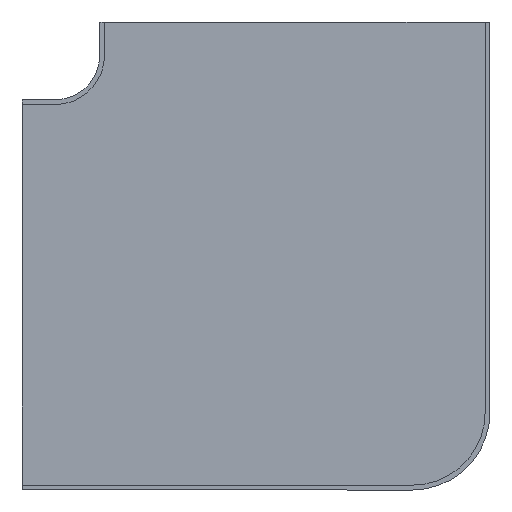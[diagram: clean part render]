
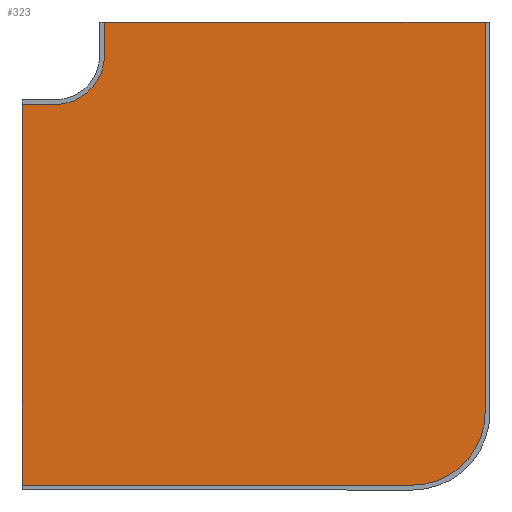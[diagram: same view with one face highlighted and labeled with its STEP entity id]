
A CAD part, front view. The second image highlights one B-rep face of the part: STEP entity #323.
In plain terms, the highlighted planar face has unit normal (0, -1, 0).
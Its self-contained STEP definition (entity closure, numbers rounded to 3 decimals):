
#8 = VERTEX_POINT ( 'NONE', #508 ) ;
#9 = VECTOR ( 'NONE', #70, 1000. ) ;
#15 = LINE ( 'NONE', #183, #278 ) ;
#29 = EDGE_CURVE ( 'NONE', #444, #58, #201, .T. ) ;
#58 = VERTEX_POINT ( 'NONE', #456 ) ;
#59 = CARTESIAN_POINT ( 'NONE',  ( -105.45, 29.5, 68.25 ) ) ;
#70 = DIRECTION ( 'NONE',  ( -1., 0., 0. ) ) ;
#72 = FACE_OUTER_BOUND ( 'NONE', #534, .T. ) ;
#81 = VERTEX_POINT ( 'NONE', #418 ) ;
#85 = CARTESIAN_POINT ( 'NONE',  ( 70.45, 29.5, -103.25 ) ) ;
#87 = VERTEX_POINT ( 'NONE', #437 ) ;
#88 = LINE ( 'NONE', #548, #571 ) ;
#91 = ORIENTED_EDGE ( 'NONE', *, *, #602, .F. ) ;
#93 = CARTESIAN_POINT ( 'NONE',  ( -105.45, 29.5, -103.25 ) ) ;
#106 = CARTESIAN_POINT ( 'NONE',  ( -68.25, 29.5, 105.45 ) ) ;
#114 = VECTOR ( 'NONE', #567, 1000. ) ;
#117 = ORIENTED_EDGE ( 'NONE', *, *, #321, .F. ) ;
#136 = VERTEX_POINT ( 'NONE', #85 ) ;
#138 = AXIS2_PLACEMENT_3D ( 'NONE', #513, #500, #493 ) ;
#147 = DIRECTION ( 'NONE',  ( 0., 0., -1. ) ) ;
#162 = VECTOR ( 'NONE', #168, 1000. ) ;
#168 = DIRECTION ( 'NONE',  ( 1., 0., 0. ) ) ;
#170 = CARTESIAN_POINT ( 'NONE',  ( 103.25, 29.5, 105.45 ) ) ;
#173 = AXIS2_PLACEMENT_3D ( 'NONE', #505, #503, #502 ) ;
#178 = EDGE_CURVE ( 'NONE', #58, #185, #15, .T. ) ;
#182 = DIRECTION ( 'NONE',  ( 0., 0., 1. ) ) ;
#183 = CARTESIAN_POINT ( 'NONE',  ( -68.25, 29.5, 90.45 ) ) ;
#185 = VERTEX_POINT ( 'NONE', #106 ) ;
#191 = LINE ( 'NONE', #205, #162 ) ;
#201 = CIRCLE ( 'NONE', #372, 22.2 ) ;
#205 = CARTESIAN_POINT ( 'NONE',  ( -70.45, 29.5, 105.45 ) ) ;
#208 = EDGE_CURVE ( 'NONE', #87, #81, #371, .T. ) ;
#209 = ORIENTED_EDGE ( 'NONE', *, *, #208, .F. ) ;
#224 = CIRCLE ( 'NONE', #173, 32.8 ) ;
#253 = VERTEX_POINT ( 'NONE', #59 ) ;
#269 = EDGE_CURVE ( 'NONE', #8, #253, #451, .T. ) ;
#275 = EDGE_CURVE ( 'NONE', #253, #444, #88, .T. ) ;
#278 = VECTOR ( 'NONE', #182, 1000. ) ;
#281 = CARTESIAN_POINT ( 'NONE',  ( -90.45, 29.5, 68.25 ) ) ;
#293 = VECTOR ( 'NONE', #147, 1000. ) ;
#306 = ORIENTED_EDGE ( 'NONE', *, *, #511, .F. ) ;
#321 = EDGE_CURVE ( 'NONE', #81, #136, #224, .T. ) ;
#323 = ADVANCED_FACE ( 'NONE', ( #72 ), #515, .F. ) ;
#371 = LINE ( 'NONE', #170, #293 ) ;
#372 = AXIS2_PLACEMENT_3D ( 'NONE', #531, #478, #495 ) ;
#387 = ORIENTED_EDGE ( 'NONE', *, *, #178, .F. ) ;
#418 = CARTESIAN_POINT ( 'NONE',  ( 103.25, 29.5, -70.45 ) ) ;
#424 = LINE ( 'NONE', #93, #9 ) ;
#437 = CARTESIAN_POINT ( 'NONE',  ( 103.25, 29.5, 105.45 ) ) ;
#439 = ORIENTED_EDGE ( 'NONE', *, *, #29, .F. ) ;
#444 = VERTEX_POINT ( 'NONE', #281 ) ;
#451 = LINE ( 'NONE', #569, #114 ) ;
#456 = CARTESIAN_POINT ( 'NONE',  ( -68.25, 29.5, 90.45 ) ) ;
#478 = DIRECTION ( 'NONE',  ( 0., -1., 0. ) ) ;
#493 = DIRECTION ( 'NONE',  ( 0., 0., 1. ) ) ;
#495 = DIRECTION ( 'NONE',  ( 0., 0., 1. ) ) ;
#500 = DIRECTION ( 'NONE',  ( 0., 1., 0. ) ) ;
#502 = DIRECTION ( 'NONE',  ( 0., 0., 1. ) ) ;
#503 = DIRECTION ( 'NONE',  ( 0., 1., 0. ) ) ;
#505 = CARTESIAN_POINT ( 'NONE',  ( 70.45, 29.5, -70.45 ) ) ;
#508 = CARTESIAN_POINT ( 'NONE',  ( -105.45, 29.5, -103.25 ) ) ;
#511 = EDGE_CURVE ( 'NONE', #185, #87, #191, .T. ) ;
#513 = CARTESIAN_POINT ( 'NONE',  ( 70.45, 29.5, -70.45 ) ) ;
#515 = PLANE ( 'NONE',  #138 ) ;
#522 = ORIENTED_EDGE ( 'NONE', *, *, #275, .F. ) ;
#531 = CARTESIAN_POINT ( 'NONE',  ( -90.45, 29.5, 90.45 ) ) ;
#534 = EDGE_LOOP ( 'NONE', ( #91, #117, #209, #306, #387, #439, #522, #562 ) ) ;
#547 = DIRECTION ( 'NONE',  ( 1., 0., 0. ) ) ;
#548 = CARTESIAN_POINT ( 'NONE',  ( -105.45, 29.5, 68.25 ) ) ;
#562 = ORIENTED_EDGE ( 'NONE', *, *, #269, .F. ) ;
#567 = DIRECTION ( 'NONE',  ( 0., 0., 1. ) ) ;
#569 = CARTESIAN_POINT ( 'NONE',  ( -105.45, 29.5, 70.45 ) ) ;
#571 = VECTOR ( 'NONE', #547, 1000. ) ;
#602 = EDGE_CURVE ( 'NONE', #136, #8, #424, .T. ) ;
